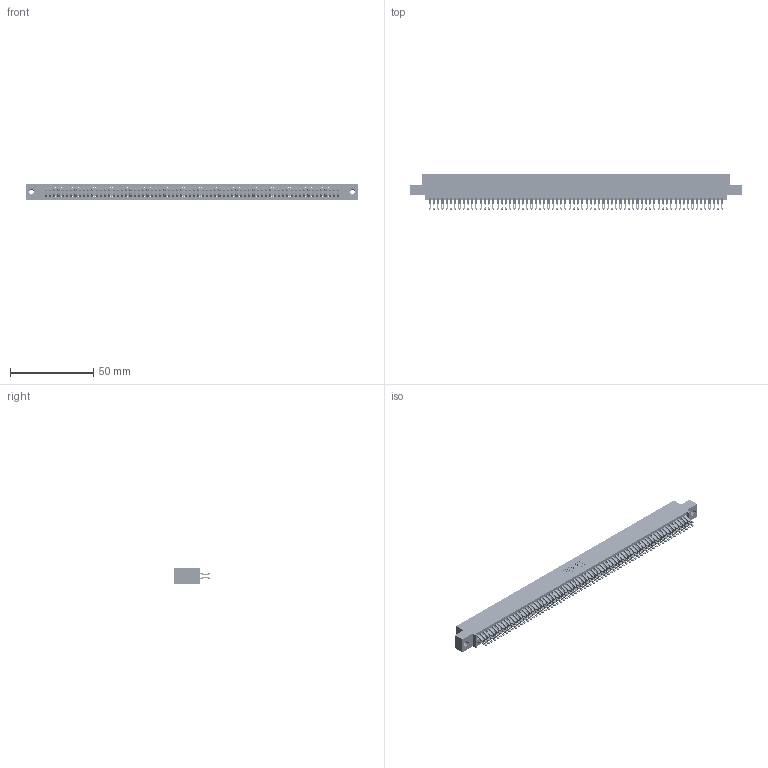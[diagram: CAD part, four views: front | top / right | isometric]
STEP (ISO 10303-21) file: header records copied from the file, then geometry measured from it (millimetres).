
FILE_DESCRIPTION (( 'STEP AP203' ), '1' );
FILE_NAME ('345-140-555-507.STEP', '2018-10-21T01:07:35', ( '' ), ( '' ), 'SwSTEP 2.0', 'SolidWorks 2016', '' );
FILE_SCHEMA (( 'CONFIG_CONTROL_DESIGN' ));
Length unit declared in the file: inch
Products named in the file (4): 345-250-001_345-250-005-103; 345 Part_0.110 Offset - 0.156 Dia-TI; 345-140-555-507; 345-292-001_555 Tail
Assembly tree (143 placements, depth 2):
  345-140-555-507
    345 Part_0.110 Offset - 0.156 Dia-TI
    345-292-001_555 Tail  x140
    345-250-001_345-250-005-103  x2
Bounding box: 199.01 x 21.13 x 9.4 mm (x, y, z)
Volume: 19803.6 mm3; surface area: 31460.1 mm2
Topology: 143 solids, 143 shells, 8030 faces, 25265 edges, 16838 vertices
Faces by surface type: plane 4456, cylinder 3558, cone 12, torus 4
Entity records: 52798 total; most frequent: CARTESIAN_POINT 8841, ORIENTED_EDGE 8738, DIRECTION 7755, EDGE_CURVE 4369, VECTOR 3917, LINE 3917, VERTEX_POINT 2908, AXIS2_PLACEMENT_3D 1919
